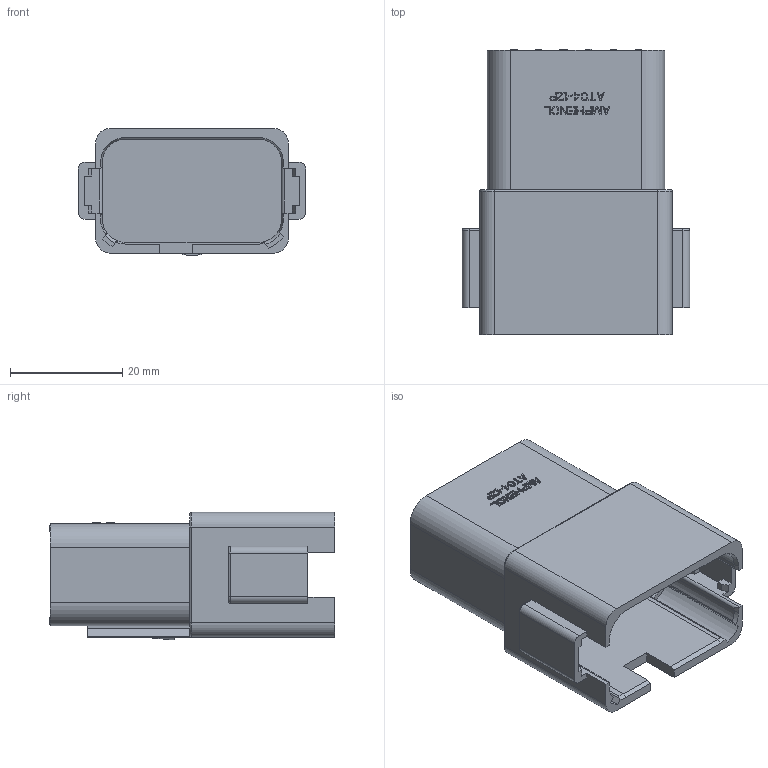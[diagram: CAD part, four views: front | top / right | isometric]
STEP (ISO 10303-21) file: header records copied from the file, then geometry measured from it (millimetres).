
FILE_DESCRIPTION((''),'2;1');
FILE_NAME('C-AT04-12PA-RD01_3D','2016-04-22T',('Jony.xie'),(''),'PRO/ENGINEER BY PARAMETRIC TECHNOLOGY CORPORATION, 2013230','PRO/ENGINEER BY PARAMETRIC TECHNOLOGY CORPORATION, 2013230','');
FILE_SCHEMA(('CONFIG_CONTROL_DESIGN'));
Length unit declared in the file: millimetre
Products named in the file (1): C-AT04-12PA-RD01_3D
Bounding box: 40.45 x 50.8 x 22.63 mm (x, y, z)
Volume: 19129.5 mm3; surface area: 9697.5 mm2
Topology: 1 solids, 1 shells, 1280 faces, 3542 edges, 2352 vertices
Faces by surface type: plane 1047, extrusion 118, cylinder 74, torus 34, cone 7
Entity records: 40931 total; most frequent: CARTESIAN_POINT 8449, ORIENTED_EDGE 7084, DIRECTION 5944, EDGE_CURVE 3542, VECTOR 3172, LINE 3054, VERTEX_POINT 2352, AXIS2_PLACEMENT_3D 1386
